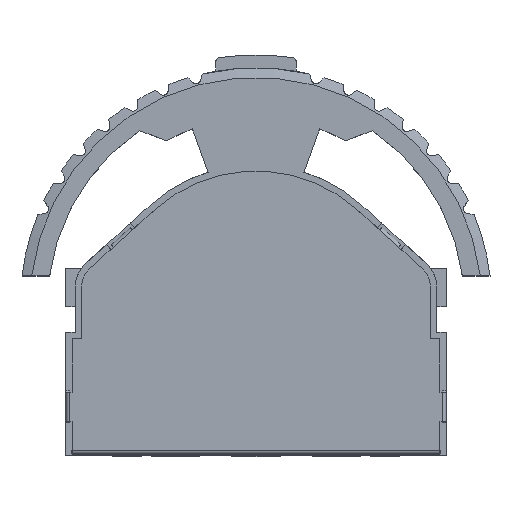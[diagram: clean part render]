
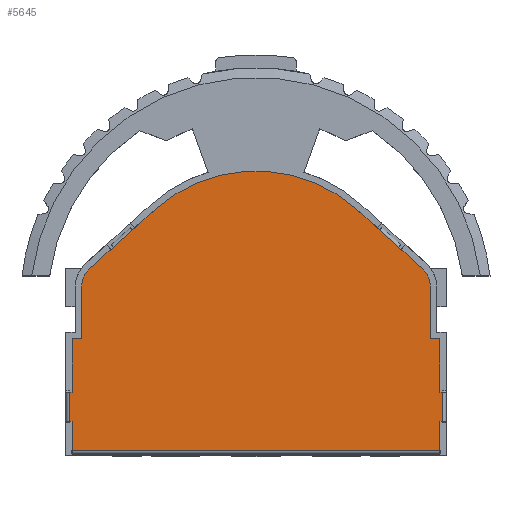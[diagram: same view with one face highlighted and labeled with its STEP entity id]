
A CAD part, top view. The second image highlights one B-rep face of the part: STEP entity #5645.
In plain terms, the highlighted planar face has unit normal (0, 0, 1).
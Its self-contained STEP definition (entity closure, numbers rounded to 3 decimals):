
#147=PLANE('',#6038);
#516=FACE_OUTER_BOUND('',#807,.T.);
#807=EDGE_LOOP('',(#4727,#4728,#4729,#4730,#4731,#4732,#4733,#4734,#4735,
#4736,#4737,#4738,#4739,#4740,#4741,#4742,#4743,#4744,#4745,#4746,#4747,
#4748,#4749,#4750));
#1035=LINE('',#8223,#1654);
#1037=LINE('',#8229,#1656);
#1070=LINE('',#8313,#1689);
#1311=LINE('',#9461,#1930);
#1319=LINE('',#9478,#1938);
#1321=LINE('',#9483,#1940);
#1327=LINE('',#9499,#1946);
#1339=LINE('',#9528,#1958);
#1345=LINE('',#9539,#1964);
#1347=LINE('',#9543,#1966);
#1349=LINE('',#9547,#1968);
#1350=LINE('',#9555,#1969);
#1356=LINE('',#9567,#1975);
#1358=LINE('',#9571,#1977);
#1360=LINE('',#9575,#1979);
#1361=LINE('',#9579,#1980);
#1364=LINE('',#9584,#1983);
#1365=LINE('',#9585,#1984);
#1366=LINE('',#9586,#1985);
#1367=LINE('',#9587,#1986);
#1368=LINE('',#9588,#1987);
#1654=VECTOR('',#6366,1.);
#1656=VECTOR('',#6370,1.);
#1689=VECTOR('',#6431,1.);
#1930=VECTOR('',#7010,1.);
#1938=VECTOR('',#7024,1.);
#1940=VECTOR('',#7028,1.);
#1946=VECTOR('',#7040,1.);
#1958=VECTOR('',#7062,1.);
#1964=VECTOR('',#7072,1.);
#1966=VECTOR('',#7076,1.);
#1968=VECTOR('',#7080,1.);
#1969=VECTOR('',#7091,1.);
#1975=VECTOR('',#7103,1.);
#1977=VECTOR('',#7107,1.);
#1979=VECTOR('',#7111,1.);
#1980=VECTOR('',#7116,1.);
#1983=VECTOR('',#7121,1.);
#1984=VECTOR('',#7122,1.);
#1985=VECTOR('',#7123,1.);
#1986=VECTOR('',#7124,1.);
#1987=VECTOR('',#7125,1.);
#2261=CIRCLE('',#6027,0.8);
#2262=CIRCLE('',#6029,4.7);
#2263=CIRCLE('',#6032,0.8);
#2415=VERTEX_POINT('',#8215);
#2418=VERTEX_POINT('',#8221);
#2420=VERTEX_POINT('',#8226);
#2421=VERTEX_POINT('',#8228);
#2457=VERTEX_POINT('',#8310);
#2458=VERTEX_POINT('',#8312);
#2707=VERTEX_POINT('',#9459);
#2708=VERTEX_POINT('',#9460);
#2714=VERTEX_POINT('',#9476);
#2715=VERTEX_POINT('',#9480);
#2716=VERTEX_POINT('',#9482);
#2723=VERTEX_POINT('',#9497);
#2734=VERTEX_POINT('',#9526);
#2735=VERTEX_POINT('',#9527);
#2738=VERTEX_POINT('',#9537);
#2739=VERTEX_POINT('',#9541);
#2740=VERTEX_POINT('',#9545);
#2741=VERTEX_POINT('',#9553);
#2742=VERTEX_POINT('',#9554);
#2744=VERTEX_POINT('',#9561);
#2745=VERTEX_POINT('',#9565);
#2746=VERTEX_POINT('',#9569);
#2747=VERTEX_POINT('',#9573);
#2748=VERTEX_POINT('',#9577);
#2980=EDGE_CURVE('',#2415,#2418,#1035,.T.);
#2982=EDGE_CURVE('',#2421,#2420,#1037,.T.);
#3025=EDGE_CURVE('',#2458,#2457,#1070,.T.);
#3398=EDGE_CURVE('',#2707,#2708,#1311,.T.);
#3408=EDGE_CURVE('',#2708,#2714,#1319,.T.);
#3410=EDGE_CURVE('',#2716,#2715,#1321,.T.);
#3418=EDGE_CURVE('',#2715,#2723,#1327,.T.);
#3433=EDGE_CURVE('',#2734,#2735,#1339,.T.);
#3440=EDGE_CURVE('',#2735,#2738,#1345,.T.);
#3442=EDGE_CURVE('',#2738,#2739,#1347,.T.);
#3444=EDGE_CURVE('',#2739,#2740,#1349,.T.);
#3445=EDGE_CURVE('',#2740,#2421,#2261,.T.);
#3446=EDGE_CURVE('',#2418,#2458,#2262,.T.);
#3447=EDGE_CURVE('',#2741,#2742,#1350,.T.);
#3452=EDGE_CURVE('',#2742,#2744,#2263,.T.);
#3454=EDGE_CURVE('',#2744,#2745,#1356,.T.);
#3456=EDGE_CURVE('',#2745,#2746,#1358,.T.);
#3458=EDGE_CURVE('',#2746,#2747,#1360,.T.);
#3460=EDGE_CURVE('',#2747,#2748,#1361,.T.);
#3463=EDGE_CURVE('',#2420,#2415,#1364,.T.);
#3464=EDGE_CURVE('',#2457,#2741,#1365,.T.);
#3465=EDGE_CURVE('',#2748,#2707,#1366,.T.);
#3466=EDGE_CURVE('',#2716,#2714,#1367,.T.);
#3467=EDGE_CURVE('',#2723,#2734,#1368,.T.);
#4727=ORIENTED_EDGE('',*,*,#2982,.T.);
#4728=ORIENTED_EDGE('',*,*,#3463,.T.);
#4729=ORIENTED_EDGE('',*,*,#2980,.T.);
#4730=ORIENTED_EDGE('',*,*,#3446,.T.);
#4731=ORIENTED_EDGE('',*,*,#3025,.T.);
#4732=ORIENTED_EDGE('',*,*,#3464,.T.);
#4733=ORIENTED_EDGE('',*,*,#3447,.T.);
#4734=ORIENTED_EDGE('',*,*,#3452,.T.);
#4735=ORIENTED_EDGE('',*,*,#3454,.T.);
#4736=ORIENTED_EDGE('',*,*,#3456,.T.);
#4737=ORIENTED_EDGE('',*,*,#3458,.T.);
#4738=ORIENTED_EDGE('',*,*,#3460,.T.);
#4739=ORIENTED_EDGE('',*,*,#3465,.T.);
#4740=ORIENTED_EDGE('',*,*,#3398,.T.);
#4741=ORIENTED_EDGE('',*,*,#3408,.T.);
#4742=ORIENTED_EDGE('',*,*,#3466,.F.);
#4743=ORIENTED_EDGE('',*,*,#3410,.T.);
#4744=ORIENTED_EDGE('',*,*,#3418,.T.);
#4745=ORIENTED_EDGE('',*,*,#3467,.T.);
#4746=ORIENTED_EDGE('',*,*,#3433,.T.);
#4747=ORIENTED_EDGE('',*,*,#3440,.T.);
#4748=ORIENTED_EDGE('',*,*,#3442,.T.);
#4749=ORIENTED_EDGE('',*,*,#3444,.T.);
#4750=ORIENTED_EDGE('',*,*,#3445,.T.);
#5645=ADVANCED_FACE('',(#516),#147,.T.);
#6027=AXIS2_PLACEMENT_3D('',#9549,#7083,#7084);
#6029=AXIS2_PLACEMENT_3D('',#9551,#7087,#7088);
#6032=AXIS2_PLACEMENT_3D('',#9563,#7098,#7099);
#6038=AXIS2_PLACEMENT_3D('',#9583,#7119,#7120);
#6366=DIRECTION('',(-0.743,0.669,0.));
#6370=DIRECTION('',(-0.743,0.669,0.));
#6431=DIRECTION('',(-0.743,-0.669,0.));
#7010=DIRECTION('',(1.,0.,0.));
#7024=DIRECTION('',(0.,-1.,0.));
#7028=DIRECTION('',(0.,1.,0.));
#7040=DIRECTION('',(1.,0.,0.));
#7062=DIRECTION('',(-1.,0.,0.));
#7072=DIRECTION('',(0.,1.,0.));
#7076=DIRECTION('',(-1.,0.,0.));
#7080=DIRECTION('',(0.,1.,0.));
#7083=DIRECTION('center_axis',(0.,0.,1.));
#7084=DIRECTION('ref_axis',(1.,0.,0.));
#7087=DIRECTION('center_axis',(0.,0.,1.));
#7088=DIRECTION('ref_axis',(1.,0.,0.));
#7091=DIRECTION('',(-0.743,-0.669,0.));
#7098=DIRECTION('center_axis',(0.,0.,1.));
#7099=DIRECTION('ref_axis',(1.,0.,0.));
#7103=DIRECTION('',(0.,-1.,0.));
#7107=DIRECTION('',(-1.,0.,0.));
#7111=DIRECTION('',(0.,-1.,0.));
#7116=DIRECTION('',(-1.,0.,0.));
#7119=DIRECTION('center_axis',(0.,0.,1.));
#7120=DIRECTION('ref_axis',(1.,0.,0.));
#7121=DIRECTION('',(-0.743,0.669,0.));
#7122=DIRECTION('',(-0.743,-0.669,0.));
#7123=DIRECTION('',(0.,-1.,0.));
#7124=DIRECTION('',(-1.,0.,0.));
#7125=DIRECTION('',(0.,1.,0.));
#8215=CARTESIAN_POINT('',(3.829,2.877,1.3));
#8221=CARTESIAN_POINT('',(3.117,3.518,1.3));
#8223=CARTESIAN_POINT('',(5.135,1.699,1.3));
#8226=CARTESIAN_POINT('',(4.423,2.341,1.3));
#8228=CARTESIAN_POINT('',(5.135,1.699,1.3));
#8229=CARTESIAN_POINT('',(5.135,1.699,1.3));
#8310=CARTESIAN_POINT('',(-3.829,2.877,1.3));
#8312=CARTESIAN_POINT('',(-3.117,3.518,1.3));
#8313=CARTESIAN_POINT('',(-3.117,3.518,1.3));
#9459=CARTESIAN_POINT('',(-5.79,-3.05,1.3));
#9460=CARTESIAN_POINT('',(-5.7,-3.05,1.3));
#9461=CARTESIAN_POINT('',(-5.89,-3.05,1.3));
#9476=CARTESIAN_POINT('',(-5.7,-3.97,1.3));
#9478=CARTESIAN_POINT('',(-5.7,-3.05,1.3));
#9480=CARTESIAN_POINT('',(5.7,-3.05,1.3));
#9482=CARTESIAN_POINT('',(5.7,-3.97,1.3));
#9483=CARTESIAN_POINT('',(5.7,-3.9,1.3));
#9497=CARTESIAN_POINT('',(5.79,-3.05,1.3));
#9499=CARTESIAN_POINT('',(5.89,-3.05,1.3));
#9526=CARTESIAN_POINT('',(5.79,-2.15,1.3));
#9527=CARTESIAN_POINT('',(5.7,-2.15,1.3));
#9528=CARTESIAN_POINT('',(5.7,-2.15,1.3));
#9537=CARTESIAN_POINT('',(5.7,-0.5,1.3));
#9539=CARTESIAN_POINT('',(5.7,-2.15,1.3));
#9541=CARTESIAN_POINT('',(5.4,-0.5,1.3));
#9543=CARTESIAN_POINT('',(5.7,-0.5,1.3));
#9545=CARTESIAN_POINT('',(5.4,1.105,1.3));
#9547=CARTESIAN_POINT('',(5.4,-0.5,1.3));
#9549=CARTESIAN_POINT('Origin',(4.6,1.105,1.3));
#9551=CARTESIAN_POINT('Origin',(0.,0.,1.3));
#9553=CARTESIAN_POINT('',(-4.423,2.341,1.3));
#9554=CARTESIAN_POINT('',(-5.135,1.699,1.3));
#9555=CARTESIAN_POINT('',(-3.117,3.518,1.3));
#9561=CARTESIAN_POINT('',(-5.4,1.105,1.3));
#9563=CARTESIAN_POINT('Origin',(-4.6,1.105,1.3));
#9565=CARTESIAN_POINT('',(-5.4,-0.5,1.3));
#9567=CARTESIAN_POINT('',(-5.4,1.105,1.3));
#9569=CARTESIAN_POINT('',(-5.7,-0.5,1.3));
#9571=CARTESIAN_POINT('',(-5.4,-0.5,1.3));
#9573=CARTESIAN_POINT('',(-5.7,-2.15,1.3));
#9575=CARTESIAN_POINT('',(-5.7,-0.5,1.3));
#9577=CARTESIAN_POINT('',(-5.79,-2.15,1.3));
#9579=CARTESIAN_POINT('',(-5.7,-2.15,1.3));
#9583=CARTESIAN_POINT('Origin',(4.6,1.105,1.3));
#9584=CARTESIAN_POINT('',(3.829,2.877,1.3));
#9585=CARTESIAN_POINT('',(-0.057,6.274,1.3));
#9586=CARTESIAN_POINT('',(-5.79,-3.05,1.3));
#9587=CARTESIAN_POINT('',(6.135,-3.97,1.3));
#9588=CARTESIAN_POINT('',(5.79,-2.15,1.3));
